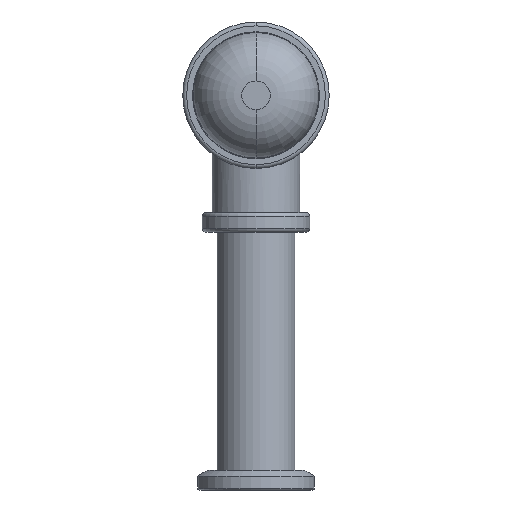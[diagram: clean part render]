
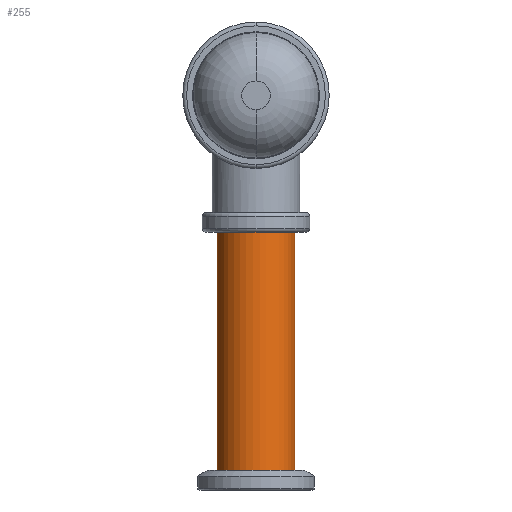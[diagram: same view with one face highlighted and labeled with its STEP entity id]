
A CAD part, front view. The second image highlights one B-rep face of the part: STEP entity #255.
In plain terms, the highlighted cylindrical face has radius 20 mm (diameter 40 mm), a partial arc.
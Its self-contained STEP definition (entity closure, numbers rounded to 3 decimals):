
#33 = AXIS2_PLACEMENT_3D ( 'NONE', #2223, #2657, #781 ) ;
#80 = DIRECTION ( 'NONE',  ( 0., 1., 0. ) ) ;
#92 = VERTEX_POINT ( 'NONE', #226 ) ;
#226 = CARTESIAN_POINT ( 'NONE',  ( 0., 0., 20. ) ) ;
#255 = ADVANCED_FACE ( 'NONE', ( #868 ), #350, .T. ) ;
#295 = CARTESIAN_POINT ( 'NONE',  ( 0., -150., 0. ) ) ;
#350 = CYLINDRICAL_SURFACE ( 'NONE', #33, 20. ) ;
#527 = CARTESIAN_POINT ( 'NONE',  ( 0., 0., 0. ) ) ;
#552 = DIRECTION ( 'NONE',  ( 0., 0., 1. ) ) ;
#555 = AXIS2_PLACEMENT_3D ( 'NONE', #295, #1441, #552 ) ;
#678 = CIRCLE ( 'NONE', #2971, 20. ) ;
#776 = CARTESIAN_POINT ( 'NONE',  ( 0., -150., 20. ) ) ;
#781 = DIRECTION ( 'NONE',  ( 0., 0., 1. ) ) ;
#868 = FACE_OUTER_BOUND ( 'NONE', #1913, .T. ) ;
#894 = CARTESIAN_POINT ( 'NONE',  ( 0., -150., -20. ) ) ;
#1058 = ORIENTED_EDGE ( 'NONE', *, *, #1596, .T. ) ;
#1076 = VECTOR ( 'NONE', #1252, 1000. ) ;
#1230 = VERTEX_POINT ( 'NONE', #894 ) ;
#1252 = DIRECTION ( 'NONE',  ( 0., 1., 0. ) ) ;
#1348 = CARTESIAN_POINT ( 'NONE',  ( 0., 0., -20. ) ) ;
#1441 = DIRECTION ( 'NONE',  ( 0., 1., 0. ) ) ;
#1540 = ORIENTED_EDGE ( 'NONE', *, *, #2423, .T. ) ;
#1596 = EDGE_CURVE ( 'NONE', #2852, #1230, #2403, .T. ) ;
#1688 = VERTEX_POINT ( 'NONE', #1348 ) ;
#1713 = LINE ( 'NONE', #776, #1076 ) ;
#1747 = LINE ( 'NONE', #2721, #2506 ) ;
#1913 = EDGE_LOOP ( 'NONE', ( #1058, #1540, #2497, #2595 ) ) ;
#2102 = EDGE_CURVE ( 'NONE', #2852, #92, #1713, .T. ) ;
#2155 = DIRECTION ( 'NONE',  ( 0., 0., 1. ) ) ;
#2223 = CARTESIAN_POINT ( 'NONE',  ( 0., -150., 0. ) ) ;
#2403 = CIRCLE ( 'NONE', #555, 20. ) ;
#2423 = EDGE_CURVE ( 'NONE', #1230, #1688, #1747, .T. ) ;
#2497 = ORIENTED_EDGE ( 'NONE', *, *, #2676, .F. ) ;
#2506 = VECTOR ( 'NONE', #2990, 1000. ) ;
#2595 = ORIENTED_EDGE ( 'NONE', *, *, #2102, .F. ) ;
#2657 = DIRECTION ( 'NONE',  ( 0., 1., 0. ) ) ;
#2676 = EDGE_CURVE ( 'NONE', #92, #1688, #678, .T. ) ;
#2721 = CARTESIAN_POINT ( 'NONE',  ( 0., -150., -20. ) ) ;
#2852 = VERTEX_POINT ( 'NONE', #2993 ) ;
#2971 = AXIS2_PLACEMENT_3D ( 'NONE', #527, #80, #2155 ) ;
#2990 = DIRECTION ( 'NONE',  ( 0., 1., 0. ) ) ;
#2993 = CARTESIAN_POINT ( 'NONE',  ( 0., -150., 20. ) ) ;
